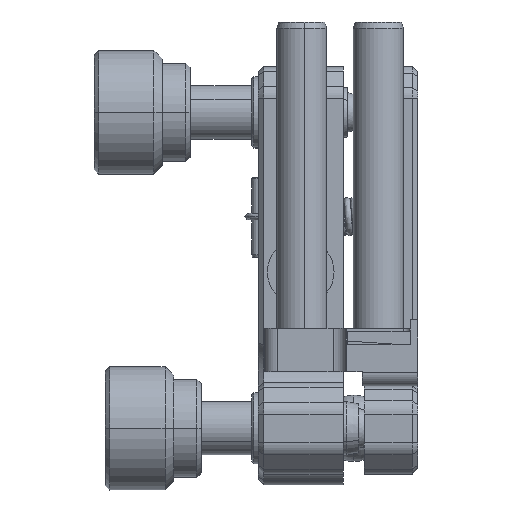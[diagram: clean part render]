
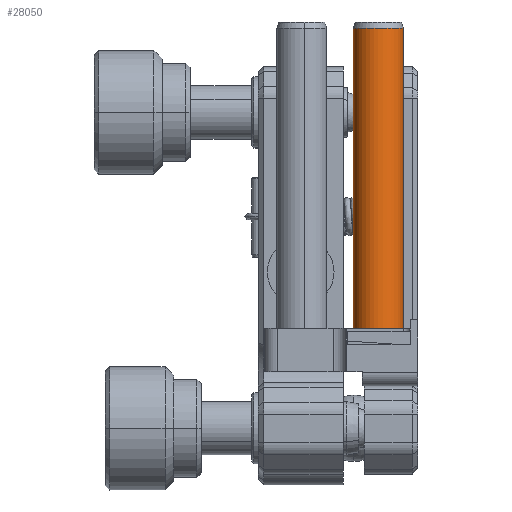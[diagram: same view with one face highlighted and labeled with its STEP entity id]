
A CAD part, front view. The second image highlights one B-rep face of the part: STEP entity #28050.
In plain terms, the highlighted cylindrical face has radius 2.997 mm (diameter 5.994 mm), a partial arc.
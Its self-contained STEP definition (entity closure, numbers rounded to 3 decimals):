
#27728 = VERTEX_POINT('',#27729);
#27729 = CARTESIAN_POINT('',(-32.766,47.752,-12.256));
#27743 = CONICAL_SURFACE('',#27744,2.743,0.322);
#27744 = AXIS2_PLACEMENT_3D('',#27745,#27746,#27747);
#27745 = CARTESIAN_POINT('',(-32.766,48.514,-9.258));
#27746 = DIRECTION('',(0.,-1.,-0.));
#27747 = DIRECTION('',(0.,-0.,1.));
#27756 = VERTEX_POINT('',#27757);
#27757 = CARTESIAN_POINT('',(-32.766,47.752,-6.261));
#27772 = CYLINDRICAL_SURFACE('',#27773,2.997);
#27773 = AXIS2_PLACEMENT_3D('',#27774,#27775,#27776);
#27774 = CARTESIAN_POINT('',(-32.766,10.414,-9.258));
#27775 = DIRECTION('',(0.,-1.,-0.));
#27776 = DIRECTION('',(0.,-0.,1.));
#27809 = EDGE_CURVE('',#27728,#27810,#27812,.T.);
#27810 = VERTEX_POINT('',#27811);
#27811 = CARTESIAN_POINT('',(-32.766,11.176,-12.256));
#27812 = SURFACE_CURVE('',#27813,(#27817,#27824),.PCURVE_S1.);
#27813 = LINE('',#27814,#27815);
#27814 = CARTESIAN_POINT('',(-32.766,10.414,-12.256));
#27815 = VECTOR('',#27816,1.);
#27816 = DIRECTION('',(0.,-1.,-0.));
#27817 = PCURVE('',#27772,#27818);
#27818 = DEFINITIONAL_REPRESENTATION('',(#27819),#27823);
#27819 = LINE('',#27820,#27821);
#27820 = CARTESIAN_POINT('',(3.142,0.));
#27821 = VECTOR('',#27822,1.);
#27822 = DIRECTION('',(0.,1.));
#27823 = ( GEOMETRIC_REPRESENTATION_CONTEXT(2) 
PARAMETRIC_REPRESENTATION_CONTEXT() REPRESENTATION_CONTEXT('2D SPACE',''
  ) );
#27824 = PCURVE('',#27825,#27830);
#27825 = CYLINDRICAL_SURFACE('',#27826,2.997);
#27826 = AXIS2_PLACEMENT_3D('',#27827,#27828,#27829);
#27827 = CARTESIAN_POINT('',(-32.766,10.414,-9.258));
#27828 = DIRECTION('',(0.,-1.,-0.));
#27829 = DIRECTION('',(0.,-0.,1.));
#27830 = DEFINITIONAL_REPRESENTATION('',(#27831),#27835);
#27831 = LINE('',#27832,#27833);
#27832 = CARTESIAN_POINT('',(3.142,0.));
#27833 = VECTOR('',#27834,1.);
#27834 = DIRECTION('',(0.,1.));
#27835 = ( GEOMETRIC_REPRESENTATION_CONTEXT(2) 
PARAMETRIC_REPRESENTATION_CONTEXT() REPRESENTATION_CONTEXT('2D SPACE',''
  ) );
#27838 = VERTEX_POINT('',#27839);
#27839 = CARTESIAN_POINT('',(-32.766,11.176,-6.261));
#27866 = EDGE_CURVE('',#27756,#27838,#27867,.T.);
#27867 = SURFACE_CURVE('',#27868,(#27872,#27879),.PCURVE_S1.);
#27868 = LINE('',#27869,#27870);
#27869 = CARTESIAN_POINT('',(-32.766,10.414,-6.261));
#27870 = VECTOR('',#27871,1.);
#27871 = DIRECTION('',(0.,-1.,-0.));
#27872 = PCURVE('',#27772,#27873);
#27873 = DEFINITIONAL_REPRESENTATION('',(#27874),#27878);
#27874 = LINE('',#27875,#27876);
#27875 = CARTESIAN_POINT('',(0.,0.));
#27876 = VECTOR('',#27877,1.);
#27877 = DIRECTION('',(0.,1.));
#27878 = ( GEOMETRIC_REPRESENTATION_CONTEXT(2) 
PARAMETRIC_REPRESENTATION_CONTEXT() REPRESENTATION_CONTEXT('2D SPACE',''
  ) );
#27879 = PCURVE('',#27825,#27880);
#27880 = DEFINITIONAL_REPRESENTATION('',(#27881),#27885);
#27881 = LINE('',#27882,#27883);
#27882 = CARTESIAN_POINT('',(6.283,0.));
#27883 = VECTOR('',#27884,1.);
#27884 = DIRECTION('',(0.,1.));
#27885 = ( GEOMETRIC_REPRESENTATION_CONTEXT(2) 
PARAMETRIC_REPRESENTATION_CONTEXT() REPRESENTATION_CONTEXT('2D SPACE',''
  ) );
#27934 = CONICAL_SURFACE('',#27935,2.997,0.322);
#27935 = AXIS2_PLACEMENT_3D('',#27936,#27937,#27938);
#27936 = CARTESIAN_POINT('',(-32.766,11.176,-9.258));
#27937 = DIRECTION('',(-0.,1.,0.));
#27938 = DIRECTION('',(0.,0.,-1.));
#28029 = EDGE_CURVE('',#27810,#27838,#28030,.T.);
#28030 = SURFACE_CURVE('',#28031,(#28036,#28043),.PCURVE_S1.);
#28031 = CIRCLE('',#28032,2.997);
#28032 = AXIS2_PLACEMENT_3D('',#28033,#28034,#28035);
#28033 = CARTESIAN_POINT('',(-32.766,11.176,-9.258));
#28034 = DIRECTION('',(0.,-1.,-0.));
#28035 = DIRECTION('',(0.,-0.,1.));
#28036 = PCURVE('',#27934,#28037);
#28037 = DEFINITIONAL_REPRESENTATION('',(#28038),#28042);
#28038 = LINE('',#28039,#28040);
#28039 = CARTESIAN_POINT('',(9.425,0.));
#28040 = VECTOR('',#28041,1.);
#28041 = DIRECTION('',(-1.,0.));
#28042 = ( GEOMETRIC_REPRESENTATION_CONTEXT(2) 
PARAMETRIC_REPRESENTATION_CONTEXT() REPRESENTATION_CONTEXT('2D SPACE',''
  ) );
#28043 = PCURVE('',#27825,#28044);
#28044 = DEFINITIONAL_REPRESENTATION('',(#28045),#28049);
#28045 = LINE('',#28046,#28047);
#28046 = CARTESIAN_POINT('',(0.,-0.762));
#28047 = VECTOR('',#28048,1.);
#28048 = DIRECTION('',(1.,0.));
#28049 = ( GEOMETRIC_REPRESENTATION_CONTEXT(2) 
PARAMETRIC_REPRESENTATION_CONTEXT() REPRESENTATION_CONTEXT('2D SPACE',''
  ) );
#28050 = ADVANCED_FACE('',(#28051),#27825,.T.);
#28051 = FACE_BOUND('',#28052,.T.);
#28052 = EDGE_LOOP('',(#28053,#28054,#28076,#28077));
#28053 = ORIENTED_EDGE('',*,*,#27809,.F.);
#28054 = ORIENTED_EDGE('',*,*,#28055,.T.);
#28055 = EDGE_CURVE('',#27728,#27756,#28056,.T.);
#28056 = SURFACE_CURVE('',#28057,(#28062,#28069),.PCURVE_S1.);
#28057 = CIRCLE('',#28058,2.997);
#28058 = AXIS2_PLACEMENT_3D('',#28059,#28060,#28061);
#28059 = CARTESIAN_POINT('',(-32.766,47.752,-9.258));
#28060 = DIRECTION('',(0.,-1.,-0.));
#28061 = DIRECTION('',(0.,-0.,1.));
#28062 = PCURVE('',#27825,#28063);
#28063 = DEFINITIONAL_REPRESENTATION('',(#28064),#28068);
#28064 = LINE('',#28065,#28066);
#28065 = CARTESIAN_POINT('',(0.,-37.338));
#28066 = VECTOR('',#28067,1.);
#28067 = DIRECTION('',(1.,0.));
#28068 = ( GEOMETRIC_REPRESENTATION_CONTEXT(2) 
PARAMETRIC_REPRESENTATION_CONTEXT() REPRESENTATION_CONTEXT('2D SPACE',''
  ) );
#28069 = PCURVE('',#27743,#28070);
#28070 = DEFINITIONAL_REPRESENTATION('',(#28071),#28075);
#28071 = LINE('',#28072,#28073);
#28072 = CARTESIAN_POINT('',(0.,0.762));
#28073 = VECTOR('',#28074,1.);
#28074 = DIRECTION('',(1.,0.));
#28075 = ( GEOMETRIC_REPRESENTATION_CONTEXT(2) 
PARAMETRIC_REPRESENTATION_CONTEXT() REPRESENTATION_CONTEXT('2D SPACE',''
  ) );
#28076 = ORIENTED_EDGE('',*,*,#27866,.T.);
#28077 = ORIENTED_EDGE('',*,*,#28029,.F.);
